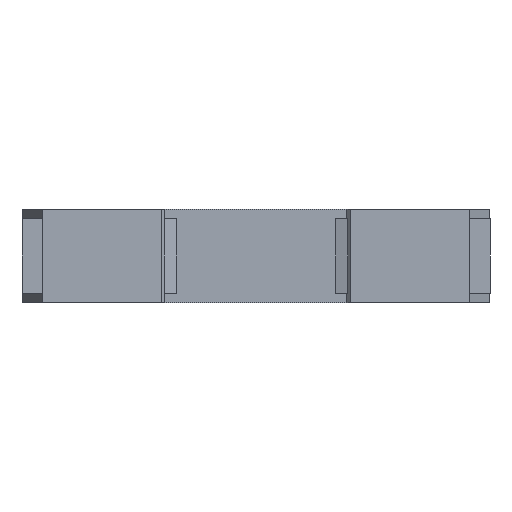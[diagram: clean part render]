
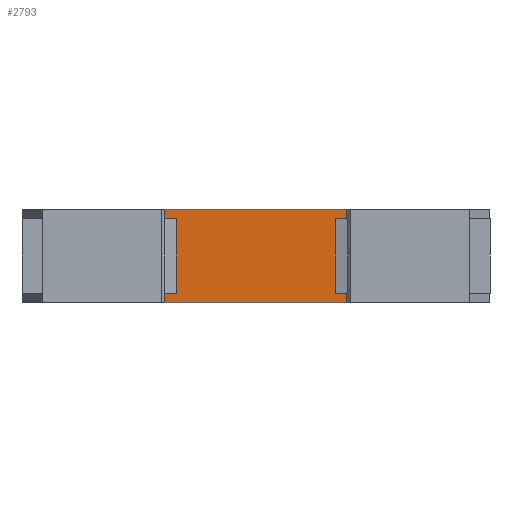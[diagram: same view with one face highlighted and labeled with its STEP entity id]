
A CAD part, front view. The second image highlights one B-rep face of the part: STEP entity #2793.
In plain terms, the highlighted planar face has unit normal (0, -1, 0).
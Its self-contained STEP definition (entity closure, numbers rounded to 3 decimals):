
#306 = CARTESIAN_POINT ( 'NONE',  ( 27.5, -61., 0. ) ) ;
#490 = DIRECTION ( 'NONE',  ( -1., 0., 0. ) ) ;
#570 = CARTESIAN_POINT ( 'NONE',  ( 0., -61., 17.9 ) ) ;
#758 = ORIENTED_EDGE ( 'NONE', *, *, #1996, .T. ) ;
#812 = VECTOR ( 'NONE', #490, 1000. ) ;
#816 = LINE ( 'NONE', #570, #812 ) ;
#844 = ORIENTED_EDGE ( 'NONE', *, *, #2806, .T. ) ;
#982 = ORIENTED_EDGE ( 'NONE', *, *, #2880, .T. ) ;
#1554 = AXIS2_PLACEMENT_3D ( 'NONE', #5658, #5641, #5634 ) ;
#1788 = CARTESIAN_POINT ( 'NONE',  ( 62.5, -61., 17.9 ) ) ;
#1996 = EDGE_CURVE ( 'NONE', #2650, #2235, #816, .T. ) ;
#2111 = VERTEX_POINT ( 'NONE', #306 ) ;
#2212 = VERTEX_POINT ( 'NONE', #3658 ) ;
#2235 = VERTEX_POINT ( 'NONE', #2635 ) ;
#2635 = CARTESIAN_POINT ( 'NONE',  ( 27.5, -61., 17.9 ) ) ;
#2650 = VERTEX_POINT ( 'NONE', #1788 ) ;
#2793 = ADVANCED_FACE ( 'NONE', ( #4962 ), #5721, .T. ) ;
#2806 = EDGE_CURVE ( 'NONE', #2235, #2111, #4790, .T. ) ;
#2863 = EDGE_CURVE ( 'NONE', #2111, #2212, #4525, .T. ) ;
#2867 = ORIENTED_EDGE ( 'NONE', *, *, #2863, .T. ) ;
#2880 = EDGE_CURVE ( 'NONE', #2212, #2650, #4511, .T. ) ;
#3658 = CARTESIAN_POINT ( 'NONE',  ( 62.5, -61., 0. ) ) ;
#4495 = EDGE_LOOP ( 'NONE', ( #2867, #982, #758, #844 ) ) ;
#4502 = VECTOR ( 'NONE', #4776, 1000. ) ;
#4511 = LINE ( 'NONE', #4856, #4502 ) ;
#4525 = LINE ( 'NONE', #4814, #4537 ) ;
#4537 = VECTOR ( 'NONE', #4800, 1000. ) ;
#4776 = DIRECTION ( 'NONE',  ( 0., 0., 1. ) ) ;
#4790 = LINE ( 'NONE', #5471, #4799 ) ;
#4799 = VECTOR ( 'NONE', #5607, 1000. ) ;
#4800 = DIRECTION ( 'NONE',  ( 1., 0., 0. ) ) ;
#4814 = CARTESIAN_POINT ( 'NONE',  ( 0., -61., 0. ) ) ;
#4856 = CARTESIAN_POINT ( 'NONE',  ( 62.5, -61., 0. ) ) ;
#4962 = FACE_OUTER_BOUND ( 'NONE', #4495, .T. ) ;
#5471 = CARTESIAN_POINT ( 'NONE',  ( 27.5, -61., 0. ) ) ;
#5607 = DIRECTION ( 'NONE',  ( 0., 0., -1. ) ) ;
#5634 = DIRECTION ( 'NONE',  ( 0., 0., -1. ) ) ;
#5641 = DIRECTION ( 'NONE',  ( 0., -1., 0. ) ) ;
#5658 = CARTESIAN_POINT ( 'NONE',  ( 0., -61., 0. ) ) ;
#5721 = PLANE ( 'NONE',  #1554 ) ;
